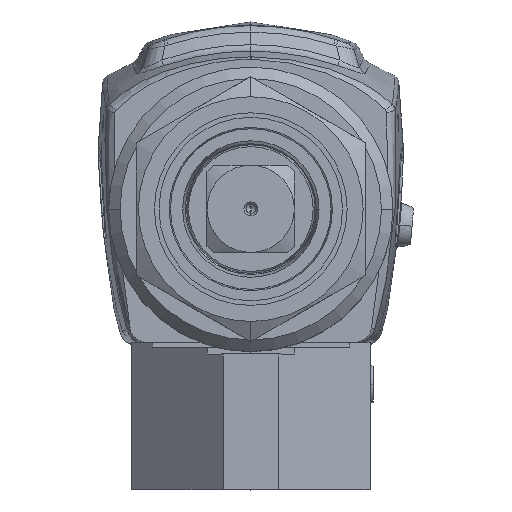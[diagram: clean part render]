
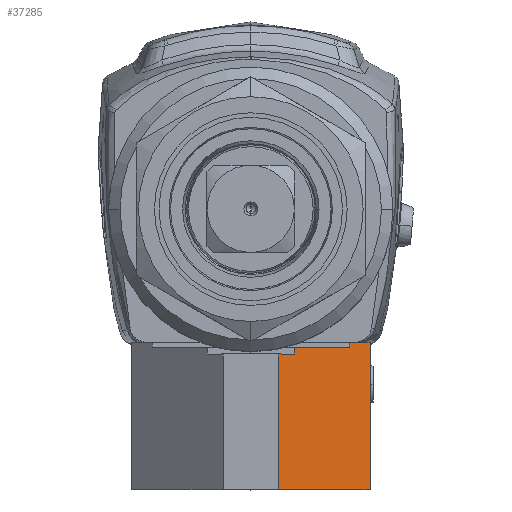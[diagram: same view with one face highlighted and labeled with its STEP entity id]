
A CAD part, top view. The second image highlights one B-rep face of the part: STEP entity #37285.
In plain terms, the highlighted face is planar.
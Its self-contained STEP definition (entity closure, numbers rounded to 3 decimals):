
#33289=DIRECTION('',(-0.707,-0.707,0.));
#33290=VECTOR('',#33289,28.284);
#33291=CARTESIAN_POINT('',(26.,20.,0.));
#33292=LINE('',#33291,#33290);
#33665=DIRECTION('',(0.707,0.707,0.));
#33666=VECTOR('',#33665,6.364);
#33667=CARTESIAN_POINT('',(21.5,15.5,32.));
#33668=LINE('',#33667,#33666);
#34623=DIRECTION('',(0.,0.,-1.));
#34624=VECTOR('',#34623,32.);
#34625=CARTESIAN_POINT('',(26.,20.,32.));
#34626=LINE('',#34625,#34624);
#34646=DIRECTION('',(0.707,0.707,0.));
#34647=VECTOR('',#34646,16.971);
#34648=CARTESIAN_POINT('',(9.5,3.5,31.));
#34649=LINE('',#34648,#34647);
#34653=DIRECTION('',(0.,0.,-1.));
#34654=VECTOR('',#34653,1.);
#34655=CARTESIAN_POINT('',(21.5,15.5,32.));
#34656=LINE('',#34655,#34654);
#34660=DIRECTION('',(0.707,0.707,0.));
#34661=VECTOR('',#34660,4.95);
#34662=CARTESIAN_POINT('',(6.,0.,29.5));
#34663=LINE('',#34662,#34661);
#34667=DIRECTION('',(0.,0.,-1.));
#34668=VECTOR('',#34667,1.5);
#34669=CARTESIAN_POINT('',(9.5,3.5,31.));
#34670=LINE('',#34669,#34668);
#34681=DIRECTION('',(0.,0.,-1.));
#34682=VECTOR('',#34681,29.5);
#34683=CARTESIAN_POINT('',(6.,0.,29.5));
#34684=LINE('',#34683,#34682);
#35836=CARTESIAN_POINT('',(26.,20.,0.));
#35837=CARTESIAN_POINT('',(6.,0.,0.));
#35838=VERTEX_POINT('',#35836);
#35839=VERTEX_POINT('',#35837);
#35840=CARTESIAN_POINT('',(26.,20.,32.));
#35841=VERTEX_POINT('',#35840);
#35935=CARTESIAN_POINT('',(6.,0.,29.5));
#35937=VERTEX_POINT('',#35935);
#35940=CARTESIAN_POINT('',(9.5,3.5,29.5));
#35941=VERTEX_POINT('',#35940);
#36097=CARTESIAN_POINT('',(21.5,15.5,32.));
#36099=VERTEX_POINT('',#36097);
#36104=CARTESIAN_POINT('',(9.5,3.5,31.));
#36105=CARTESIAN_POINT('',(21.5,15.5,31.));
#36106=VERTEX_POINT('',#36104);
#36107=VERTEX_POINT('',#36105);
#37267=CARTESIAN_POINT('',(16.,10.,16.));
#37268=DIRECTION('',(0.707,-0.707,0.));
#37269=DIRECTION('',(-0.707,-0.707,0.));
#37270=AXIS2_PLACEMENT_3D('',#37267,#37268,#37269);
#37271=PLANE('',#37270);
#37272=ORIENTED_EDGE('',*,*,#36280,.T.);
#37273=ORIENTED_EDGE('',*,*,#36300,.F.);
#37274=ORIENTED_EDGE('',*,*,#36368,.T.);
#37275=ORIENTED_EDGE('',*,*,#37253,.T.);
#37276=ORIENTED_EDGE('',*,*,#36206,.T.);
#37278=ORIENTED_EDGE('',*,*,#37277,.F.);
#37280=ORIENTED_EDGE('',*,*,#37279,.T.);
#37282=ORIENTED_EDGE('',*,*,#37281,.F.);
#37283=EDGE_LOOP('',(#37272,#37273,#37274,#37275,#37276,#37278,#37280,#37282));
#37284=FACE_OUTER_BOUND('',#37283,.F.);
#37285=ADVANCED_FACE('',(#37284),#37271,.T.);
#36206=EDGE_CURVE('',#35838,#35839,#33292,.T.);
#36280=EDGE_CURVE('',#36106,#36107,#34649,.T.);
#36300=EDGE_CURVE('',#36099,#36107,#34656,.T.);
#36368=EDGE_CURVE('',#36099,#35841,#33668,.T.);
#37253=EDGE_CURVE('',#35841,#35838,#34626,.T.);
#37277=EDGE_CURVE('',#35937,#35839,#34684,.T.);
#37279=EDGE_CURVE('',#35937,#35941,#34663,.T.);
#37281=EDGE_CURVE('',#36106,#35941,#34670,.T.);
